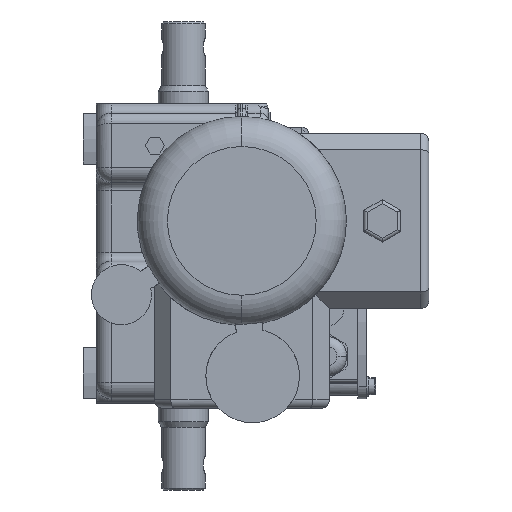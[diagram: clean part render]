
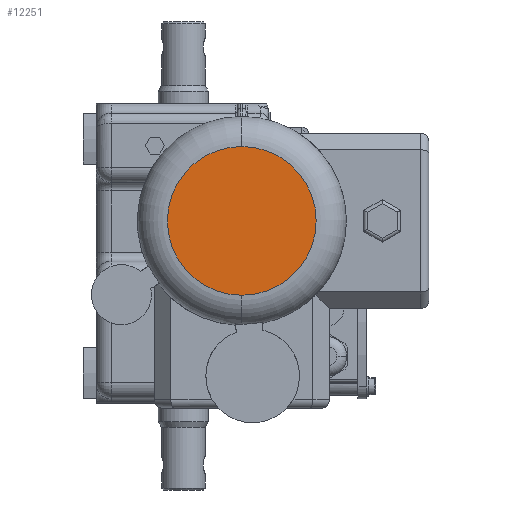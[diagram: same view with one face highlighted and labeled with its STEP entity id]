
A CAD part, front view. The second image highlights one B-rep face of the part: STEP entity #12251.
In plain terms, the highlighted planar face has unit normal (0, -1, 0).
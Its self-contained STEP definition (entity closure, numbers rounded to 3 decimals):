
#539 = EDGE_CURVE ( 'NONE', #5296, #8934, #16319, .T. ) ;
#2169 = AXIS2_PLACEMENT_3D ( 'NONE', #17605, #7836, #20663 ) ;
#2466 = EDGE_LOOP ( 'NONE', ( #14420, #13201 ) ) ;
#4269 = FACE_OUTER_BOUND ( 'NONE', #2466, .T. ) ;
#4569 = PLANE ( 'NONE',  #20271 ) ;
#4574 = AXIS2_PLACEMENT_3D ( 'NONE', #14995, #18358, #12050 ) ;
#4732 = CARTESIAN_POINT ( 'NONE',  ( 0., -191., 44.5 ) ) ;
#5296 = VERTEX_POINT ( 'NONE', #4732 ) ;
#7627 = DIRECTION ( 'NONE',  ( 0., 0., 1. ) ) ;
#7836 = DIRECTION ( 'NONE',  ( 0., 1., 0. ) ) ;
#8934 = VERTEX_POINT ( 'NONE', #15852 ) ;
#12050 = DIRECTION ( 'NONE',  ( 0., 0., 1. ) ) ;
#12251 = ADVANCED_FACE ( 'NONE', ( #4269 ), #4569, .F. ) ;
#13201 = ORIENTED_EDGE ( 'NONE', *, *, #15823, .F. ) ;
#14420 = ORIENTED_EDGE ( 'NONE', *, *, #539, .F. ) ;
#14995 = CARTESIAN_POINT ( 'NONE',  ( 0., -191., 0. ) ) ;
#15718 = CARTESIAN_POINT ( 'NONE',  ( 44.5, -191., 0. ) ) ;
#15809 = DIRECTION ( 'NONE',  ( 0., 1., 0. ) ) ;
#15823 = EDGE_CURVE ( 'NONE', #8934, #5296, #18273, .T. ) ;
#15852 = CARTESIAN_POINT ( 'NONE',  ( 0., -191., -44.5 ) ) ;
#16319 = CIRCLE ( 'NONE', #4574, 44.5 ) ;
#17605 = CARTESIAN_POINT ( 'NONE',  ( 0., -191., 0. ) ) ;
#18273 = CIRCLE ( 'NONE', #2169, 44.5 ) ;
#18358 = DIRECTION ( 'NONE',  ( 0., 1., 0. ) ) ;
#20271 = AXIS2_PLACEMENT_3D ( 'NONE', #15718, #15809, #7627 ) ;
#20663 = DIRECTION ( 'NONE',  ( 0., 0., 1. ) ) ;
